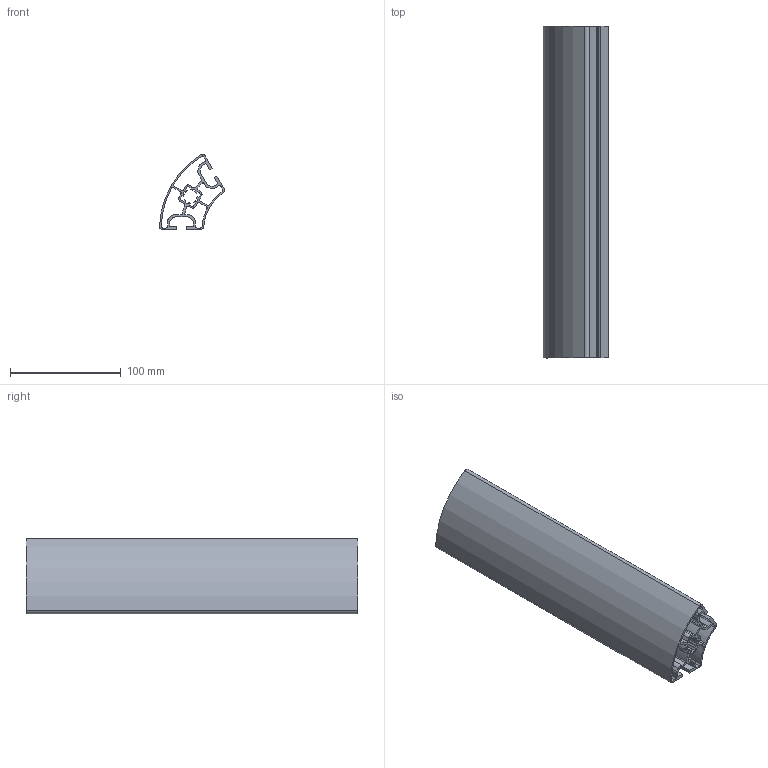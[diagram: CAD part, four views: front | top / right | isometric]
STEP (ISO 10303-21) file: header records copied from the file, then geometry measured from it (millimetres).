
FILE_DESCRIPTION (( 'STEP AP214' ), '1' );
FILE_NAME ('1727975509651.step', '2024-10-03T17:11:52', ( 'Windows User' ), ( '' ), 'SwSTEP 2.0', 'SolidWorks 2011', '' );
FILE_SCHEMA (( 'AUTOMOTIVE_DESIGN' ));
Length unit declared in the file: millimetre
Products named in the file (2): 1.11.040R60.20LPx300.00(1); 1727975509651
Assembly tree (1 placements, depth 2):
  1727975509651
    1.11.040R60.20LPx300.00(1)
Bounding box: 58.9 x 300 x 68.12 mm (x, y, z)
Volume: 199327.9 mm3; surface area: 212696.4 mm2
Topology: 1 solids, 1 shells, 178 faces, 528 edges, 352 vertices
Faces by surface type: cylinder 99, plane 79
Entity records: 6116 total; most frequent: DIRECTION 1090, CARTESIAN_POINT 1062, ORIENTED_EDGE 1056, EDGE_CURVE 528, AXIS2_PLACEMENT_3D 380, VERTEX_POINT 352, VECTOR 330, LINE 330
